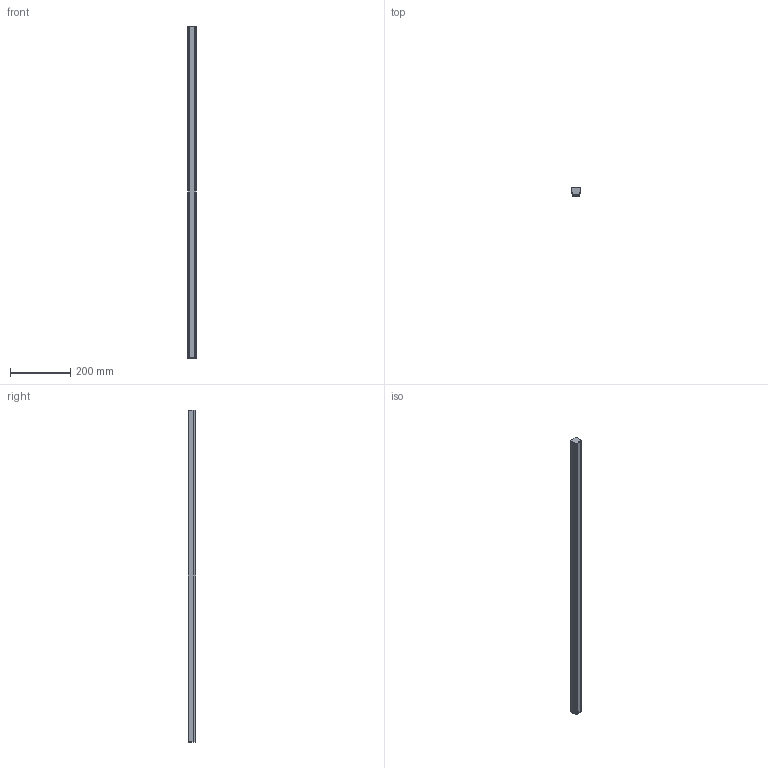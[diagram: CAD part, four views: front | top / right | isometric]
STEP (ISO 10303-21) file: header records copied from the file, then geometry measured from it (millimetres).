
FILE_DESCRIPTION (( 'STEP AP214' ), '1' );
FILE_NAME ('Medium U.STEP', '2023-01-19T09:21:41', ( '' ), ( '' ), 'SwSTEP 2.0', 'SolidWorks 2023', '' );
FILE_SCHEMA (( 'AUTOMOTIVE_DESIGN' ));
Length unit declared in the file: millimetre
Products named in the file (3): Profile Medium U; Endcap_Profile_Medium_U_V06_27.06.2022; Medium U
Assembly tree (3 placements, depth 2):
  Medium U
    Profile Medium U
    Endcap_Profile_Medium_U_V06_27.06.2022  x2
Bounding box: 27 x 25.9 x 1104 mm (x, y, z)
Volume: 710556.7 mm3; surface area: 132415.9 mm2
Topology: 3 solids, 3 shells, 150 faces, 396 edges, 248 vertices
Faces by surface type: plane 72, cylinder 62, torus 8, sphere 8
Entity records: 3016 total; most frequent: CARTESIAN_POINT 540, DIRECTION 520, ORIENTED_EDGE 496, EDGE_CURVE 248, AXIS2_PLACEMENT_3D 180, LINE 160, VERTEX_POINT 160, VECTOR 160
